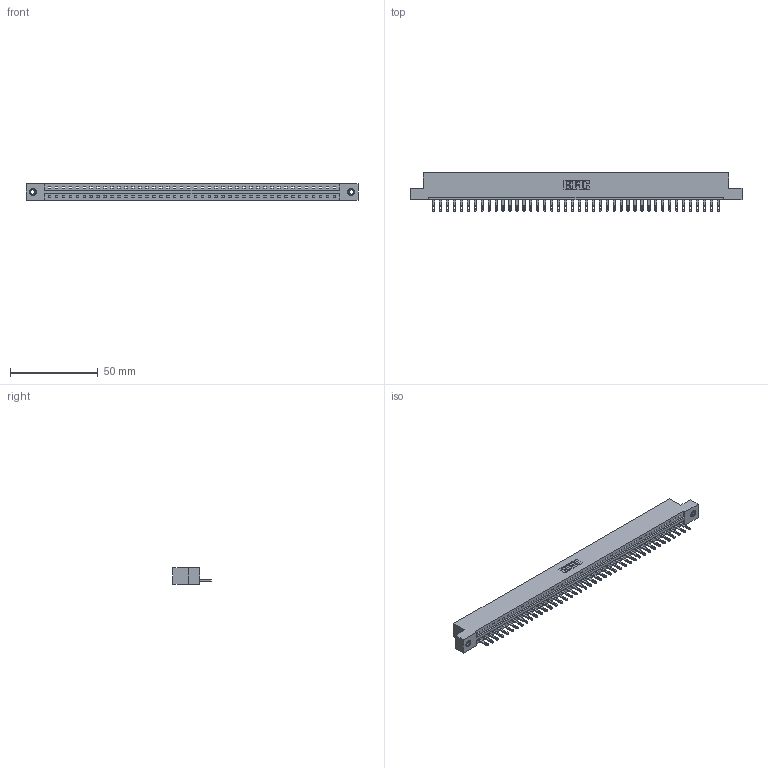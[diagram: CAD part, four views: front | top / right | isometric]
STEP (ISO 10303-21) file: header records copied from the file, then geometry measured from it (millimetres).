
FILE_DESCRIPTION (( 'STEP AP203' ), '1' );
FILE_NAME ('887-042-500-107.STEP', '2020-09-20T23:53:11', ( '' ), ( '' ), 'SwSTEP 2.0', 'SolidWorks 2020', '' );
FILE_SCHEMA (( 'CONFIG_CONTROL_DESIGN' ));
Length unit declared in the file: inch
Products named in the file (4): 887-042-500-107; 345-292-001_345-293-100; 345-250-001_345-250-005-103; 837 Part_Flush Mounting Lugs - 0.156 Dia-TI
Assembly tree (45 placements, depth 2):
  887-042-500-107
    837 Part_Flush Mounting Lugs - 0.156 Dia-TI
    345-292-001_345-293-100  x42
    345-250-001_345-250-005-103  x2
Bounding box: 189.43 x 21.85 x 9.4 mm (x, y, z)
Volume: 19700.9 mm3; surface area: 20497.1 mm2
Topology: 45 solids, 45 shells, 2610 faces, 8007 edges, 5330 vertices
Faces by surface type: plane 1782, cylinder 812, cone 12, torus 4
Entity records: 32336 total; most frequent: CARTESIAN_POINT 5611, ORIENTED_EDGE 5582, DIRECTION 4757, EDGE_CURVE 2791, VECTOR 2639, LINE 2639, VERTEX_POINT 1856, AXIS2_PLACEMENT_3D 1059
